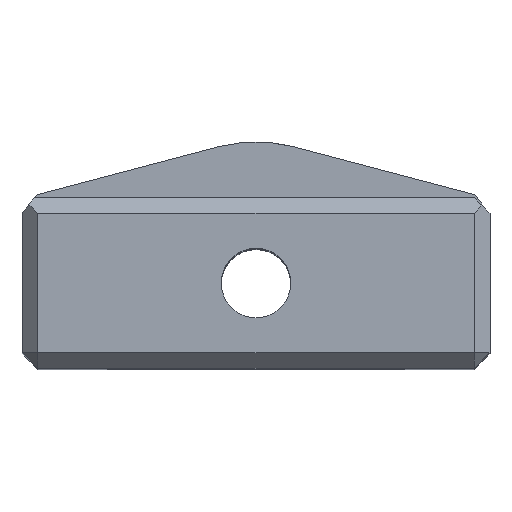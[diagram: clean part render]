
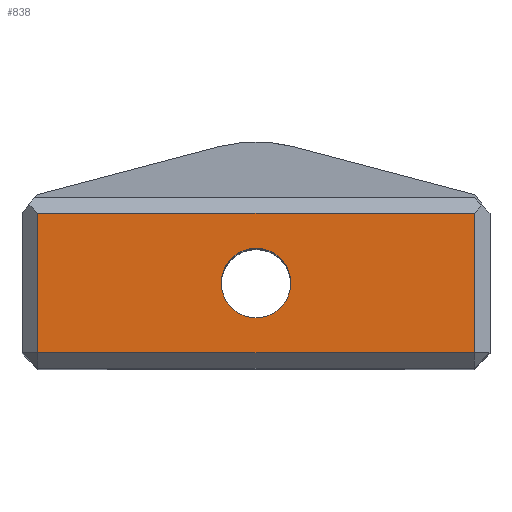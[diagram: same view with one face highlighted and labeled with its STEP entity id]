
A CAD part, top view. The second image highlights one B-rep face of the part: STEP entity #838.
In plain terms, the highlighted planar face has unit normal (0, 0, 1).
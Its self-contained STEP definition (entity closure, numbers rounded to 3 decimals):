
#44=FACE_BOUND('',#137,.T.);
#48=CIRCLE('',#905,1.1);
#87=FACE_OUTER_BOUND('',#136,.T.);
#136=EDGE_LOOP('',(#696,#697,#698,#699));
#137=EDGE_LOOP('',(#700));
#203=LINE('',#1274,#298);
#208=LINE('',#1283,#303);
#211=LINE('',#1290,#306);
#238=LINE('',#1346,#333);
#298=VECTOR('',#1017,10.);
#303=VECTOR('',#1026,10.);
#306=VECTOR('',#1031,10.);
#333=VECTOR('',#1088,10.);
#382=VERTEX_POINT('',#1267);
#384=VERTEX_POINT('',#1272);
#386=VERTEX_POINT('',#1279);
#389=VERTEX_POINT('',#1289);
#404=VERTEX_POINT('',#1348);
#471=EDGE_CURVE('',#384,#382,#203,.T.);
#476=EDGE_CURVE('',#382,#386,#208,.T.);
#479=EDGE_CURVE('',#386,#389,#211,.T.);
#509=EDGE_CURVE('',#389,#384,#238,.T.);
#510=EDGE_CURVE('',#404,#404,#48,.T.);
#696=ORIENTED_EDGE('',*,*,#471,.F.);
#697=ORIENTED_EDGE('',*,*,#509,.F.);
#698=ORIENTED_EDGE('',*,*,#479,.F.);
#699=ORIENTED_EDGE('',*,*,#476,.F.);
#700=ORIENTED_EDGE('',*,*,#510,.T.);
#799=PLANE('',#904);
#838=ADVANCED_FACE('',(#87,#44),#799,.T.);
#904=AXIS2_PLACEMENT_3D('',#1347,#1089,#1090);
#905=AXIS2_PLACEMENT_3D('',#1349,#1091,#1092);
#1017=DIRECTION('',(0.,-1.,0.));
#1026=DIRECTION('',(-1.,0.,0.));
#1031=DIRECTION('',(0.,1.,0.));
#1088=DIRECTION('',(1.,0.,0.));
#1089=DIRECTION('center_axis',(0.,0.,1.));
#1090=DIRECTION('ref_axis',(1.,0.,0.));
#1091=DIRECTION('center_axis',(0.,0.,-1.));
#1092=DIRECTION('ref_axis',(-1.,0.,0.));
#1267=CARTESIAN_POINT('',(6.9,-2.2,24.6));
#1272=CARTESIAN_POINT('',(6.9,2.2,24.6));
#1274=CARTESIAN_POINT('',(6.9,1.35,24.6));
#1279=CARTESIAN_POINT('',(-6.9,-2.2,24.6));
#1283=CARTESIAN_POINT('',(3.7,-2.2,24.6));
#1289=CARTESIAN_POINT('',(-6.9,2.2,24.6));
#1290=CARTESIAN_POINT('',(-6.9,-1.35,24.6));
#1346=CARTESIAN_POINT('',(-2.1,2.2,24.6));
#1347=CARTESIAN_POINT('Origin',(0.,0.,
24.6));
#1348=CARTESIAN_POINT('',(1.1,0.,24.6));
#1349=CARTESIAN_POINT('Origin',(0.,0.,
24.6));
